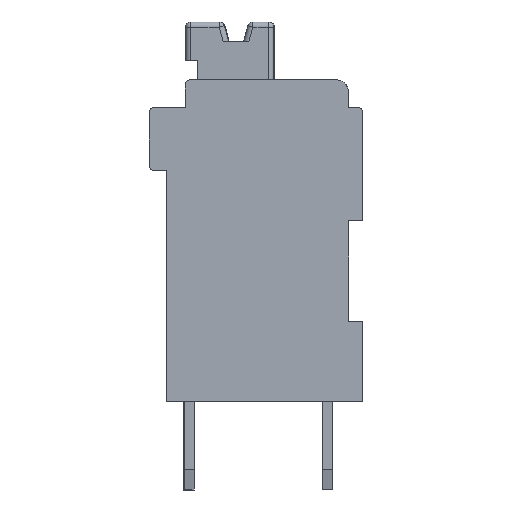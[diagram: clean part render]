
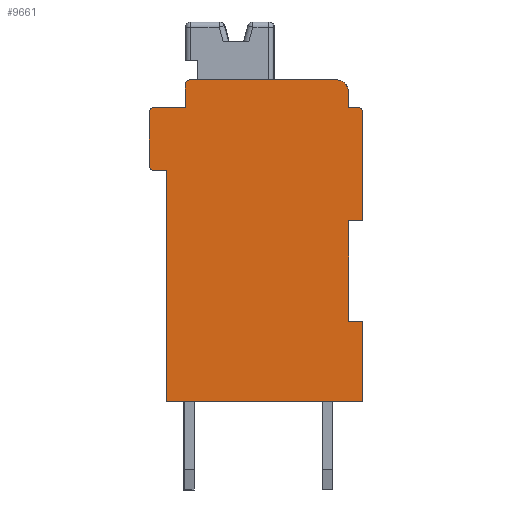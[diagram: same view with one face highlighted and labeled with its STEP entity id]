
A CAD part, left-side view. The second image highlights one B-rep face of the part: STEP entity #9661.
In plain terms, the highlighted planar face has unit normal (-1, 0, 0).
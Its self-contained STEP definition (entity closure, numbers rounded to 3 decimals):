
#322=CIRCLE('',#10243,0.5);
#324=CIRCLE('',#10247,0.2);
#340=CIRCLE('',#10281,0.2);
#341=CIRCLE('',#10282,0.2);
#342=CIRCLE('',#10283,0.2);
#1128=ORIENTED_EDGE('',*,*,#3888,.F.);
#1129=ORIENTED_EDGE('',*,*,#3817,.T.);
#1130=ORIENTED_EDGE('',*,*,#3812,.F.);
#1131=ORIENTED_EDGE('',*,*,#3824,.T.);
#1132=ORIENTED_EDGE('',*,*,#3822,.F.);
#1133=ORIENTED_EDGE('',*,*,#3871,.F.);
#1134=ORIENTED_EDGE('',*,*,#3926,.T.);
#1135=ORIENTED_EDGE('',*,*,#3862,.F.);
#1136=ORIENTED_EDGE('',*,*,#3927,.T.);
#1137=ORIENTED_EDGE('',*,*,#3857,.F.);
#1138=ORIENTED_EDGE('',*,*,#3602,.F.);
#1139=ORIENTED_EDGE('',*,*,#3842,.F.);
#1140=ORIENTED_EDGE('',*,*,#3850,.F.);
#1141=ORIENTED_EDGE('',*,*,#3856,.F.);
#1142=ORIENTED_EDGE('',*,*,#3908,.F.);
#1143=ORIENTED_EDGE('',*,*,#3852,.F.);
#1144=ORIENTED_EDGE('',*,*,#3625,.F.);
#1145=ORIENTED_EDGE('',*,*,#3928,.T.);
#1146=ORIENTED_EDGE('',*,*,#3889,.F.);
#3602=EDGE_CURVE('',#5046,#5047,#5972,.T.);
#3625=EDGE_CURVE('',#5064,#5065,#5995,.T.);
#3812=EDGE_CURVE('',#5223,#5224,#6172,.T.);
#3817=EDGE_CURVE('',#5228,#5224,#322,.F.);
#3822=EDGE_CURVE('',#5232,#5229,#6179,.T.);
#3824=EDGE_CURVE('',#5223,#5229,#324,.F.);
#3842=EDGE_CURVE('',#5246,#5046,#6197,.T.);
#3850=EDGE_CURVE('',#5251,#5246,#6205,.T.);
#3852=EDGE_CURVE('',#5065,#5253,#6207,.T.);
#3856=EDGE_CURVE('',#5255,#5251,#6211,.T.);
#3857=EDGE_CURVE('',#5047,#5256,#6212,.T.);
#3862=EDGE_CURVE('',#5260,#5261,#6217,.T.);
#3871=EDGE_CURVE('',#5266,#5232,#6223,.T.);
#3888=EDGE_CURVE('',#5228,#5275,#6233,.T.);
#3889=EDGE_CURVE('',#5275,#5276,#6234,.T.);
#3908=EDGE_CURVE('',#5253,#5255,#6252,.T.);
#3926=EDGE_CURVE('',#5266,#5261,#340,.F.);
#3927=EDGE_CURVE('',#5260,#5256,#341,.F.);
#3928=EDGE_CURVE('',#5064,#5276,#342,.F.);
#5046=VERTEX_POINT('',#13983);
#5047=VERTEX_POINT('',#13985);
#5064=VERTEX_POINT('',#14028);
#5065=VERTEX_POINT('',#14030);
#5223=VERTEX_POINT('',#14414);
#5224=VERTEX_POINT('',#14416);
#5228=VERTEX_POINT('',#14430);
#5229=VERTEX_POINT('',#14434);
#5232=VERTEX_POINT('',#14439);
#5246=VERTEX_POINT('',#14479);
#5251=VERTEX_POINT('',#14495);
#5253=VERTEX_POINT('',#14501);
#5255=VERTEX_POINT('',#14507);
#5256=VERTEX_POINT('',#14511);
#5260=VERTEX_POINT('',#14520);
#5261=VERTEX_POINT('',#14522);
#5266=VERTEX_POINT('',#14536);
#5275=VERTEX_POINT('',#14562);
#5276=VERTEX_POINT('',#14567);
#5972=LINE('',#13984,#7121);
#5995=LINE('',#14029,#7144);
#6172=LINE('',#14415,#7321);
#6179=LINE('',#14440,#7328);
#6197=LINE('',#14480,#7346);
#6205=LINE('',#14496,#7354);
#6207=LINE('',#14500,#7356);
#6211=LINE('',#14508,#7360);
#6212=LINE('',#14510,#7361);
#6217=LINE('',#14521,#7366);
#6223=LINE('',#14537,#7372);
#6233=LINE('',#14564,#7382);
#6234=LINE('',#14566,#7383);
#6252=LINE('',#14597,#7401);
#7121=VECTOR('',#11147,1000.);
#7144=VECTOR('',#11178,1000.);
#7321=VECTOR('',#11437,1000.);
#7328=VECTOR('',#11452,1000.);
#7346=VECTOR('',#11486,1000.);
#7354=VECTOR('',#11500,1000.);
#7356=VECTOR('',#11504,1000.);
#7360=VECTOR('',#11510,1000.);
#7361=VECTOR('',#11513,1000.);
#7366=VECTOR('',#11520,1000.);
#7372=VECTOR('',#11534,1000.);
#7382=VECTOR('',#11560,1000.);
#7383=VECTOR('',#11563,1000.);
#7401=VECTOR('',#11585,1000.);
#8227=EDGE_LOOP('',(#1128,#1129,#1130,#1131,#1132,#1133,#1134,#1135,#1136,
#1137,#1138,#1139,#1140,#1141,#1142,#1143,#1144,#1145,#1146));
#8766=FACE_BOUND('',#8227,.T.);
#9292=PLANE('',#10280);
#9661=ADVANCED_FACE('',(#8766),#9292,.F.);
#10243=AXIS2_PLACEMENT_3D('',#14429,#11444,#11445);
#10247=AXIS2_PLACEMENT_3D('',#14443,#11457,#11458);
#10280=AXIS2_PLACEMENT_3D('',#14623,#11609,#11610);
#10281=AXIS2_PLACEMENT_3D('',#14624,#11611,#11612);
#10282=AXIS2_PLACEMENT_3D('',#14625,#11613,#11614);
#10283=AXIS2_PLACEMENT_3D('',#14626,#11615,#11616);
#11147=DIRECTION('',(0.,0.,1.));
#11178=DIRECTION('',(0.,0.,-1.));
#11437=DIRECTION('',(0.,-1.,0.));
#11444=DIRECTION('',(1.,0.,0.));
#11445=DIRECTION('',(0.,0.,-1.));
#11452=DIRECTION('',(0.,0.,1.));
#11457=DIRECTION('',(1.,0.,0.));
#11458=DIRECTION('',(0.,0.,-1.));
#11486=DIRECTION('',(0.,1.,0.));
#11500=DIRECTION('',(0.,0.,-1.));
#11504=DIRECTION('',(0.,1.,0.));
#11510=DIRECTION('',(0.,-1.,0.));
#11513=DIRECTION('',(0.,1.,0.));
#11520=DIRECTION('',(0.,0.,1.));
#11534=DIRECTION('',(0.,-1.,0.));
#11560=DIRECTION('',(0.,0.,-1.));
#11563=DIRECTION('',(0.,-1.,0.));
#11585=DIRECTION('',(0.,0.,-1.));
#11609=DIRECTION('',(1.,0.,0.));
#11610=DIRECTION('',(0.,0.,-1.));
#11611=DIRECTION('',(1.,0.,0.));
#11612=DIRECTION('',(0.,0.,-1.));
#11613=DIRECTION('',(1.,0.,0.));
#11614=DIRECTION('',(0.,0.,-1.));
#11615=DIRECTION('',(1.,0.,0.));
#11616=DIRECTION('',(0.,0.,-1.));
#13983=CARTESIAN_POINT('',(-5.6,3.98,-5.2));
#13984=CARTESIAN_POINT('',(-5.6,3.98,4.));
#13985=CARTESIAN_POINT('',(-5.6,3.98,4.));
#14028=CARTESIAN_POINT('',(-5.6,-3.82,6.3));
#14029=CARTESIAN_POINT('',(-5.6,-3.82,6.5));
#14030=CARTESIAN_POINT('',(-5.6,-3.82,2.));
#14414=CARTESIAN_POINT('',(-5.6,3.05,7.6));
#14415=CARTESIAN_POINT('',(-5.6,3.25,7.6));
#14416=CARTESIAN_POINT('',(-5.6,-2.75,7.6));
#14429=CARTESIAN_POINT('',(-5.6,-2.75,7.1));
#14430=CARTESIAN_POINT('',(-5.6,-3.25,7.1));
#14434=CARTESIAN_POINT('',(-5.6,3.25,7.4));
#14439=CARTESIAN_POINT('',(-5.6,3.25,6.5));
#14440=CARTESIAN_POINT('',(-5.6,3.25,7.6));
#14443=CARTESIAN_POINT('',(-5.6,3.05,7.4));
#14479=CARTESIAN_POINT('',(-5.6,-3.82,-5.2));
#14480=CARTESIAN_POINT('',(-5.6,-3.82,-5.2));
#14495=CARTESIAN_POINT('',(-5.6,-3.82,-2.));
#14496=CARTESIAN_POINT('',(-5.6,-3.82,-2.));
#14500=CARTESIAN_POINT('',(-5.6,-3.82,2.));
#14501=CARTESIAN_POINT('',(-5.6,-3.25,2.));
#14507=CARTESIAN_POINT('',(-5.6,-3.25,-2.));
#14508=CARTESIAN_POINT('',(-5.6,-3.25,-2.));
#14510=CARTESIAN_POINT('',(-5.6,4.68,4.));
#14511=CARTESIAN_POINT('',(-5.6,4.48,4.));
#14520=CARTESIAN_POINT('',(-5.6,4.68,4.2));
#14521=CARTESIAN_POINT('',(-5.6,4.68,4.));
#14522=CARTESIAN_POINT('',(-5.6,4.68,6.3));
#14536=CARTESIAN_POINT('',(-5.6,4.48,6.5));
#14537=CARTESIAN_POINT('',(-5.6,3.25,6.5));
#14562=CARTESIAN_POINT('',(-5.6,-3.25,6.5));
#14564=CARTESIAN_POINT('',(-5.6,-3.25,6.5));
#14566=CARTESIAN_POINT('',(-5.6,-3.82,6.5));
#14567=CARTESIAN_POINT('',(-5.6,-3.62,6.5));
#14597=CARTESIAN_POINT('',(-5.6,-3.25,2.));
#14623=CARTESIAN_POINT('',(-5.6,0.,0.));
#14624=CARTESIAN_POINT('',(-5.6,4.48,6.3));
#14625=CARTESIAN_POINT('',(-5.6,4.48,4.2));
#14626=CARTESIAN_POINT('',(-5.6,-3.62,6.3));
